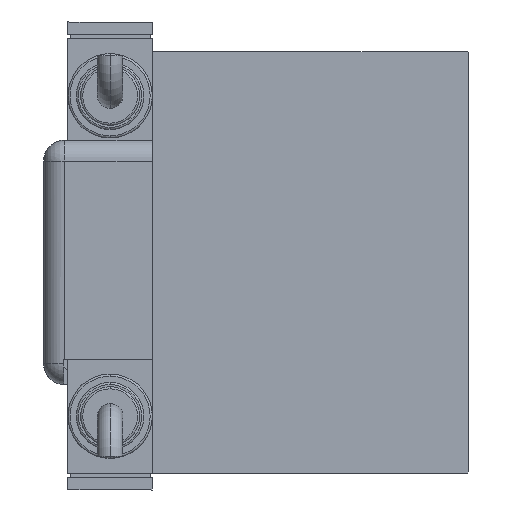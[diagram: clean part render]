
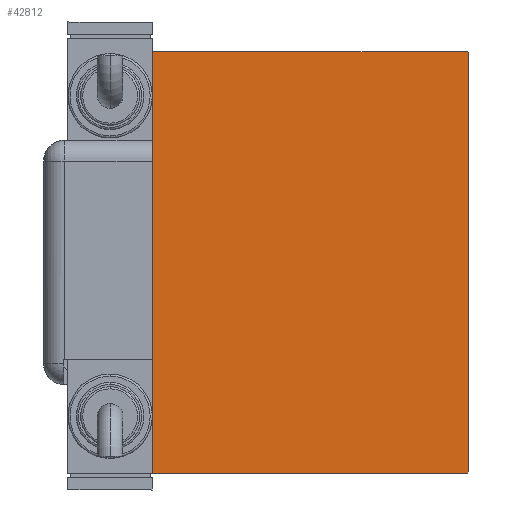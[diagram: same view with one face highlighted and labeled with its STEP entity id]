
A CAD part, left-side view. The second image highlights one B-rep face of the part: STEP entity #42812.
In plain terms, the highlighted face is planar.
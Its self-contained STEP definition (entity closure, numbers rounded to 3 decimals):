
#361 = CARTESIAN_POINT ( 'NONE',  ( 273., -37.2, -50. ) ) ;
#587 = DIRECTION ( 'NONE',  ( 1., 0., 0. ) ) ;
#853 = EDGE_CURVE ( 'NONE', #2922, #22902, #11161, .T. ) ;
#955 = LINE ( 'NONE', #51721, #44257 ) ;
#1490 = CARTESIAN_POINT ( 'NONE',  ( 273., 0., 0. ) ) ;
#2438 = ORIENTED_EDGE ( 'NONE', *, *, #40425, .T. ) ;
#2922 = VERTEX_POINT ( 'NONE', #34395 ) ;
#5517 = LINE ( 'NONE', #10687, #47167 ) ;
#5632 = ORIENTED_EDGE ( 'NONE', *, *, #11986, .T. ) ;
#6486 = VERTEX_POINT ( 'NONE', #36251 ) ;
#7556 = DIRECTION ( 'NONE',  ( 0., 0., 1. ) ) ;
#10687 = CARTESIAN_POINT ( 'NONE',  ( 273., -37.5, 50. ) ) ;
#10984 = DIRECTION ( 'NONE',  ( 0., -0.707, -0.707 ) ) ;
#11161 = LINE ( 'NONE', #43367, #17283 ) ;
#11460 = DIRECTION ( 'NONE',  ( 0., -0.707, 0.707 ) ) ;
#11914 = EDGE_CURVE ( 'NONE', #6486, #16268, #955, .T. ) ;
#11986 = EDGE_CURVE ( 'NONE', #16268, #21609, #5517, .T. ) ;
#12081 = LINE ( 'NONE', #25445, #26086 ) ;
#13383 = LINE ( 'NONE', #13700, #47582 ) ;
#13700 = CARTESIAN_POINT ( 'NONE',  ( 273., -43.6, -43.6 ) ) ;
#15568 = CARTESIAN_POINT ( 'NONE',  ( 273., -37.5, 49.7 ) ) ;
#15702 = ORIENTED_EDGE ( 'NONE', *, *, #45683, .T. ) ;
#16123 = ORIENTED_EDGE ( 'NONE', *, *, #11914, .T. ) ;
#16268 = VERTEX_POINT ( 'NONE', #15568 ) ;
#16530 = VERTEX_POINT ( 'NONE', #44348 ) ;
#17172 = VECTOR ( 'NONE', #54858, 1000. ) ;
#17283 = VECTOR ( 'NONE', #11460, 1000. ) ;
#20025 = DIRECTION ( 'NONE',  ( 0., 0., -1. ) ) ;
#21609 = VERTEX_POINT ( 'NONE', #29977 ) ;
#22244 = VERTEX_POINT ( 'NONE', #361 ) ;
#22902 = VERTEX_POINT ( 'NONE', #48460 ) ;
#22921 = CARTESIAN_POINT ( 'NONE',  ( 273., 37.5, 50. ) ) ;
#23056 = AXIS2_PLACEMENT_3D ( 'NONE', #1490, #587, #20025 ) ;
#23421 = DIRECTION ( 'NONE',  ( 0., 1., 0. ) ) ;
#25445 = CARTESIAN_POINT ( 'NONE',  ( 273., 43.6, -43.6 ) ) ;
#26086 = VECTOR ( 'NONE', #48560, 1000. ) ;
#29456 = LINE ( 'NONE', #47996, #57060 ) ;
#29475 = EDGE_CURVE ( 'NONE', #22244, #16530, #59923, .T. ) ;
#29977 = CARTESIAN_POINT ( 'NONE',  ( 273., -37.5, -49.7 ) ) ;
#31123 = EDGE_LOOP ( 'NONE', ( #56494, #46561, #15702, #40609, #2438, #16123, #5632, #45375 ) ) ;
#33776 = DIRECTION ( 'NONE',  ( 0., 0., -1. ) ) ;
#34033 = PLANE ( 'NONE',  #23056 ) ;
#34395 = CARTESIAN_POINT ( 'NONE',  ( 273., 37.5, 49.7 ) ) ;
#35405 = VERTEX_POINT ( 'NONE', #56706 ) ;
#36251 = CARTESIAN_POINT ( 'NONE',  ( 273., -37.2, 50. ) ) ;
#40425 = EDGE_CURVE ( 'NONE', #22902, #6486, #50893, .T. ) ;
#40609 = ORIENTED_EDGE ( 'NONE', *, *, #853, .T. ) ;
#42812 = ADVANCED_FACE ( 'NONE', ( #43135 ), #34033, .T. ) ;
#43135 = FACE_OUTER_BOUND ( 'NONE', #31123, .T. ) ;
#43367 = CARTESIAN_POINT ( 'NONE',  ( 273., 43.6, 43.6 ) ) ;
#43769 = VECTOR ( 'NONE', #23421, 1000. ) ;
#44257 = VECTOR ( 'NONE', #10984, 1000. ) ;
#44348 = CARTESIAN_POINT ( 'NONE',  ( 273., 37.2, -50. ) ) ;
#45375 = ORIENTED_EDGE ( 'NONE', *, *, #53202, .T. ) ;
#45683 = EDGE_CURVE ( 'NONE', #35405, #2922, #29456, .T. ) ;
#45868 = EDGE_CURVE ( 'NONE', #16530, #35405, #12081, .T. ) ;
#46561 = ORIENTED_EDGE ( 'NONE', *, *, #45868, .T. ) ;
#47167 = VECTOR ( 'NONE', #33776, 1000. ) ;
#47582 = VECTOR ( 'NONE', #54151, 1000. ) ;
#47996 = CARTESIAN_POINT ( 'NONE',  ( 273., 37.5, -50. ) ) ;
#48460 = CARTESIAN_POINT ( 'NONE',  ( 273., 37.2, 50. ) ) ;
#48560 = DIRECTION ( 'NONE',  ( 0., 0.707, 0.707 ) ) ;
#50893 = LINE ( 'NONE', #22921, #17172 ) ;
#51721 = CARTESIAN_POINT ( 'NONE',  ( 273., -43.6, 43.6 ) ) ;
#53202 = EDGE_CURVE ( 'NONE', #21609, #22244, #13383, .T. ) ;
#54151 = DIRECTION ( 'NONE',  ( 0., 0.707, -0.707 ) ) ;
#54858 = DIRECTION ( 'NONE',  ( 0., -1., 0. ) ) ;
#56494 = ORIENTED_EDGE ( 'NONE', *, *, #29475, .T. ) ;
#56706 = CARTESIAN_POINT ( 'NONE',  ( 273., 37.5, -49.7 ) ) ;
#57060 = VECTOR ( 'NONE', #7556, 1000. ) ;
#59624 = CARTESIAN_POINT ( 'NONE',  ( 273., -37.5, -50. ) ) ;
#59923 = LINE ( 'NONE', #59624, #43769 ) ;
